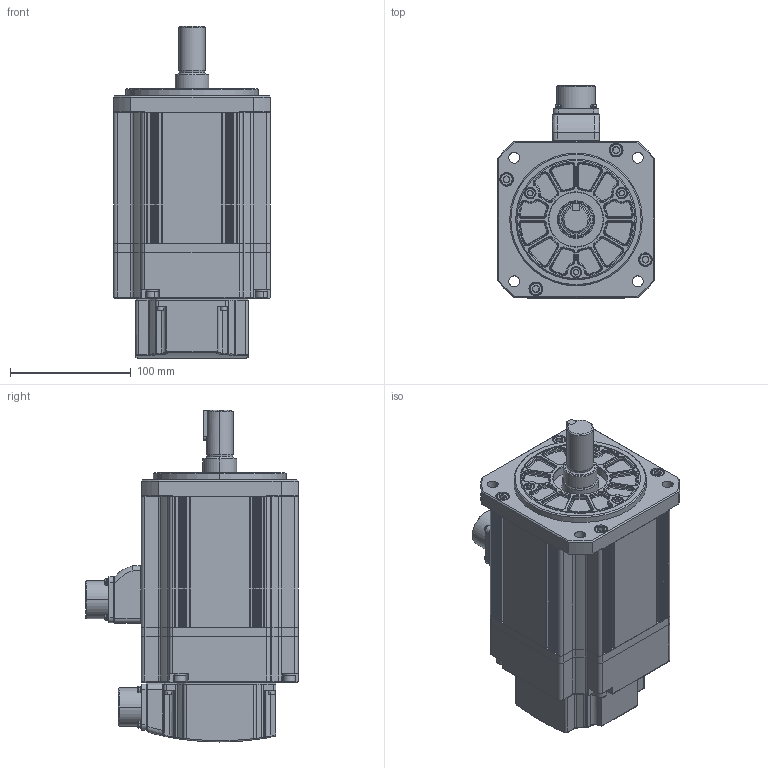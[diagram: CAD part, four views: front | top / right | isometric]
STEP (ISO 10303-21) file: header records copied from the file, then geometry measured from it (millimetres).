
FILE_DESCRIPTION (( 'STEP AP214' ), '1' );
FILE_NAME ('FM13GA003G03_Out Line(APM-FE22A_K2,FE16D_K2,FE13G_K2,FE09M_K2).STEP', '2018-07-10T02:18:59', ( '' ), ( '' ), 'SwSTEP 2.0', 'SolidWorks 2011', '' );
FILE_SCHEMA (( 'AUTOMOTIVE_DESIGN' ));
Length unit declared in the file: millimetre
Products named in the file (1): FM13GA003G03_Out Line(APM-FE22A_K2,FE16D_K2,FE13G_K2,FE09M_K2)
Bounding box: 130 x 176.05 x 275.3 mm (x, y, z)
Volume: 2990641.7 mm3; surface area: 355084.9 mm2
Topology: 57 solids, 57 shells, 2213 faces, 5507 edges, 3465 vertices
Faces by surface type: cylinder 845, plane 729, torus 245, cone 228, bspline 166
Entity records: 100081 total; most frequent: CARTESIAN_POINT 22041, DIRECTION 11475, ORIENTED_EDGE 10898, EDGE_CURVE 5449, AXIS2_PLACEMENT_3D 4463, VERTEX_POINT 3465, VECTOR 2549, LINE 2549
